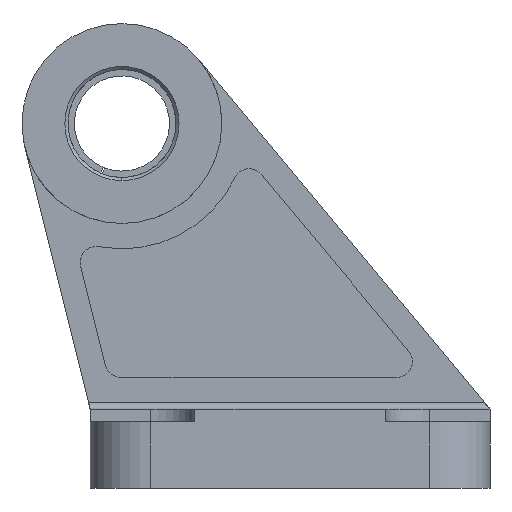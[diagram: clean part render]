
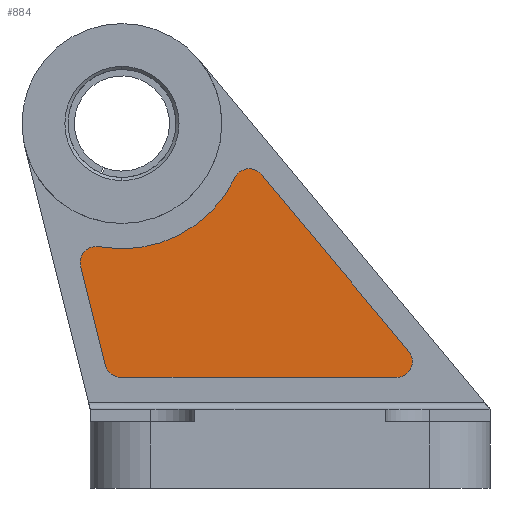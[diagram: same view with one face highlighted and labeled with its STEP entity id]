
A CAD part, left-side view. The second image highlights one B-rep face of the part: STEP entity #884.
In plain terms, the highlighted planar face has unit normal (-1, 0, 0).
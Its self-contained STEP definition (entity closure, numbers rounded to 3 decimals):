
#7 = ORIENTED_EDGE ( 'NONE', *, *, #6455, .T. ) ;
#105 = EDGE_CURVE ( 'NONE', #9109, #3776, #1450, .T. ) ;
#256 = VECTOR ( 'NONE', #6649, 1000. ) ;
#449 = CARTESIAN_POINT ( 'NONE',  ( -13., -33.579, 35. ) ) ;
#548 = DIRECTION ( 'NONE',  ( 0., 0., 1. ) ) ;
#657 = VERTEX_POINT ( 'NONE', #6201 ) ;
#668 = DIRECTION ( 'NONE',  ( 0., 0., 1. ) ) ;
#758 = CIRCLE ( 'NONE', #1284, 39.5 ) ;
#773 = DIRECTION ( 'NONE',  ( 0., -1., 0. ) ) ;
#865 = AXIS2_PLACEMENT_3D ( 'NONE', #4378, #7860, #4487 ) ;
#884 = ADVANCED_FACE ( 'NONE', ( #6183 ), #2896, .T. ) ;
#987 = ORIENTED_EDGE ( 'NONE', *, *, #3280, .T. ) ;
#996 = AXIS2_PLACEMENT_3D ( 'NONE', #3264, #4912, #4243 ) ;
#1260 = ORIENTED_EDGE ( 'NONE', *, *, #2739, .T. ) ;
#1284 = AXIS2_PLACEMENT_3D ( 'NONE', #9138, #9799, #10673 ) ;
#1304 = VERTEX_POINT ( 'NONE', #449 ) ;
#1369 = ORIENTED_EDGE ( 'NONE', *, *, #8799, .T. ) ;
#1370 = CARTESIAN_POINT ( 'NONE',  ( -13., 53.346, 40. ) ) ;
#1450 = LINE ( 'NONE', #3310, #256 ) ;
#1533 = EDGE_CURVE ( 'NONE', #8361, #1304, #7498, .T. ) ;
#1671 = ORIENTED_EDGE ( 'NONE', *, *, #1912, .T. ) ;
#1912 = EDGE_CURVE ( 'NONE', #1304, #3020, #3147, .T. ) ;
#2104 = CARTESIAN_POINT ( 'NONE',  ( -13., 12.879, 95.751 ) ) ;
#2140 = VECTOR ( 'NONE', #9916, 1000. ) ;
#2326 = ORIENTED_EDGE ( 'NONE', *, *, #4394, .T. ) ;
#2739 = EDGE_CURVE ( 'NONE', #5319, #5898, #7069, .T. ) ;
#2896 = PLANE ( 'NONE',  #865 ) ;
#3020 = VERTEX_POINT ( 'NONE', #8136 ) ;
#3135 = DIRECTION ( 'NONE',  ( -1., 0., 0. ) ) ;
#3147 = CIRCLE ( 'NONE', #9595, 5. ) ;
#3264 = CARTESIAN_POINT ( 'NONE',  ( -13., 61.147, 71.252 ) ) ;
#3280 = EDGE_CURVE ( 'NONE', #3020, #5319, #10784, .T. ) ;
#3310 = CARTESIAN_POINT ( 'NONE',  ( -13., 68.111, 78.505 ) ) ;
#3414 = EDGE_CURVE ( 'NONE', #657, #9109, #7651, .T. ) ;
#3465 = AXIS2_PLACEMENT_3D ( 'NONE', #4346, #6969, #9526 ) ;
#3753 = AXIS2_PLACEMENT_3D ( 'NONE', #2104, #4632, #5614 ) ;
#3776 = VERTEX_POINT ( 'NONE', #7168 ) ;
#4004 = ORIENTED_EDGE ( 'NONE', *, *, #1533, .T. ) ;
#4243 = DIRECTION ( 'NONE',  ( 0., 0., 1. ) ) ;
#4346 = CARTESIAN_POINT ( 'NONE',  ( -13., 61.147, 71.252 ) ) ;
#4378 = CARTESIAN_POINT ( 'NONE',  ( -13., 53., 115. ) ) ;
#4394 = EDGE_CURVE ( 'NONE', #5898, #4808, #9847, .T. ) ;
#4487 = DIRECTION ( 'NONE',  ( 0., 0., 1. ) ) ;
#4632 = DIRECTION ( 'NONE',  ( -1., 0., 0. ) ) ;
#4674 = ORIENTED_EDGE ( 'NONE', *, *, #105, .T. ) ;
#4681 = CIRCLE ( 'NONE', #996, 5. ) ;
#4808 = VERTEX_POINT ( 'NONE', #10038 ) ;
#4833 = CARTESIAN_POINT ( 'NONE',  ( -13., -33.579, 40. ) ) ;
#4912 = DIRECTION ( 'NONE',  ( -1., 0., 0. ) ) ;
#5319 = VERTEX_POINT ( 'NONE', #9803 ) ;
#5589 = DIRECTION ( 'NONE',  ( -1., 0., 0. ) ) ;
#5614 = DIRECTION ( 'NONE',  ( 0., 0., 1. ) ) ;
#5711 = DIRECTION ( 'NONE',  ( 0., 0., 1. ) ) ;
#5810 = CARTESIAN_POINT ( 'NONE',  ( -13., 12.879, 95.751 ) ) ;
#5898 = VERTEX_POINT ( 'NONE', #9322 ) ;
#6183 = FACE_OUTER_BOUND ( 'NONE', #7019, .T. ) ;
#6201 = CARTESIAN_POINT ( 'NONE',  ( -13., 61.147, 76.252 ) ) ;
#6455 = EDGE_CURVE ( 'NONE', #3776, #8361, #7583, .T. ) ;
#6649 = DIRECTION ( 'NONE',  ( 0., -0.242, -0.97 ) ) ;
#6920 = CARTESIAN_POINT ( 'NONE',  ( -13., 53.346, 35. ) ) ;
#6969 = DIRECTION ( 'NONE',  ( -1., 0., 0. ) ) ;
#7019 = EDGE_LOOP ( 'NONE', ( #4004, #1671, #987, #1260, #2326, #1369, #8484, #7482, #4674, #7 ) ) ;
#7069 = CIRCLE ( 'NONE', #3753, 5. ) ;
#7168 = CARTESIAN_POINT ( 'NONE',  ( -13., 58.197, 38.789 ) ) ;
#7259 = CARTESIAN_POINT ( 'NONE',  ( -13., 60.232, 76.168 ) ) ;
#7482 = ORIENTED_EDGE ( 'NONE', *, *, #3414, .T. ) ;
#7498 = LINE ( 'NONE', #8254, #10455 ) ;
#7583 = CIRCLE ( 'NONE', #9143, 5. ) ;
#7651 = CIRCLE ( 'NONE', #3465, 5. ) ;
#7860 = DIRECTION ( 'NONE',  ( -1., 0., 0. ) ) ;
#7923 = AXIS2_PLACEMENT_3D ( 'NONE', #5810, #3135, #5711 ) ;
#8136 = CARTESIAN_POINT ( 'NONE',  ( -13., -37.42, 43.201 ) ) ;
#8150 = DIRECTION ( 'NONE',  ( -1., 0., 0. ) ) ;
#8254 = CARTESIAN_POINT ( 'NONE',  ( -13., 57.251, 35. ) ) ;
#8361 = VERTEX_POINT ( 'NONE', #6920 ) ;
#8484 = ORIENTED_EDGE ( 'NONE', *, *, #9276, .T. ) ;
#8799 = EDGE_CURVE ( 'NONE', #4808, #10695, #758, .T. ) ;
#9097 = CARTESIAN_POINT ( 'NONE',  ( -13., -44.254, 35. ) ) ;
#9109 = VERTEX_POINT ( 'NONE', #10046 ) ;
#9138 = CARTESIAN_POINT ( 'NONE',  ( -13., 53., 115. ) ) ;
#9143 = AXIS2_PLACEMENT_3D ( 'NONE', #1370, #5589, #548 ) ;
#9276 = EDGE_CURVE ( 'NONE', #10695, #657, #4681, .T. ) ;
#9322 = CARTESIAN_POINT ( 'NONE',  ( -13., 12.879, 100.751 ) ) ;
#9526 = DIRECTION ( 'NONE',  ( 0., 0., 1. ) ) ;
#9595 = AXIS2_PLACEMENT_3D ( 'NONE', #4833, #8150, #668 ) ;
#9799 = DIRECTION ( 'NONE',  ( 1., 0., 0. ) ) ;
#9803 = CARTESIAN_POINT ( 'NONE',  ( -13., 9.037, 98.952 ) ) ;
#9847 = CIRCLE ( 'NONE', #7923, 5. ) ;
#9916 = DIRECTION ( 'NONE',  ( 0., 0.64, 0.768 ) ) ;
#10038 = CARTESIAN_POINT ( 'NONE',  ( -13., 17.387, 97.914 ) ) ;
#10046 = CARTESIAN_POINT ( 'NONE',  ( -13., 65.998, 70.041 ) ) ;
#10455 = VECTOR ( 'NONE', #773, 1000. ) ;
#10673 = DIRECTION ( 'NONE',  ( 0., 0., 1. ) ) ;
#10695 = VERTEX_POINT ( 'NONE', #7259 ) ;
#10784 = LINE ( 'NONE', #9097, #2140 ) ;
